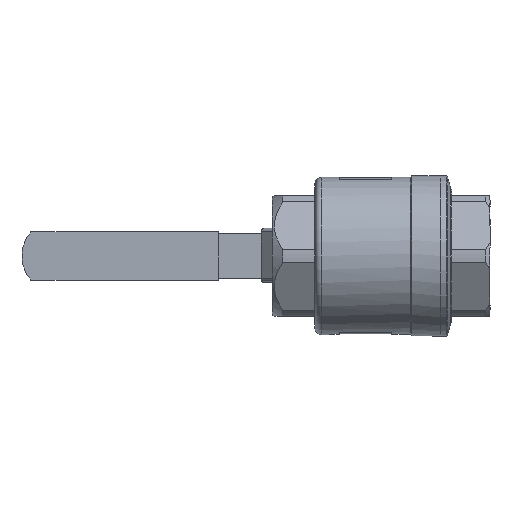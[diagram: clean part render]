
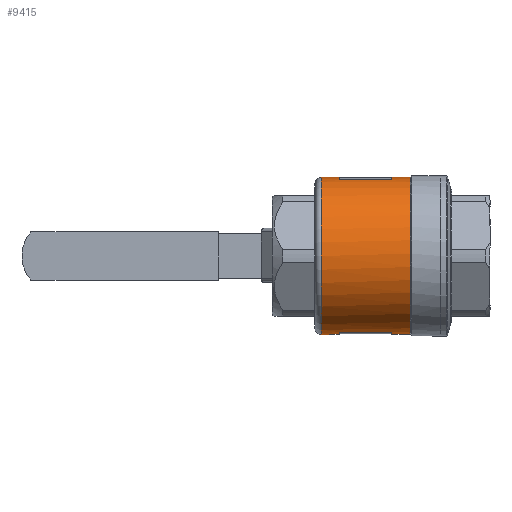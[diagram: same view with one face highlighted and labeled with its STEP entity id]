
A CAD part, front view. The second image highlights one B-rep face of the part: STEP entity #9415.
In plain terms, the highlighted cylindrical face has radius 55.25 mm (diameter 110.5 mm), a full revolution.
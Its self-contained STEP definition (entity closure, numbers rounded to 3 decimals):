
#173=CIRCLE('',#10078,55.25);
#174=CIRCLE('',#10081,55.25);
#175=CIRCLE('',#10084,55.25);
#177=CIRCLE('',#10088,55.25);
#244=CIRCLE('',#10216,55.25);
#245=CIRCLE('',#10218,55.25);
#476=CYLINDRICAL_SURFACE('',#10217,55.25);
#678=LINE('',#15120,#1565);
#683=LINE('',#15132,#1570);
#684=LINE('',#15136,#1571);
#690=LINE('',#15154,#1577);
#1565=VECTOR('',#11052,1000.);
#1570=VECTOR('',#11063,1000.);
#1571=VECTOR('',#11070,1000.);
#1577=VECTOR('',#11084,1000.);
#3029=ORIENTED_EDGE('',*,*,#5216,.T.);
#3030=ORIENTED_EDGE('',*,*,#5220,.F.);
#3031=ORIENTED_EDGE('',*,*,#5222,.T.);
#3032=ORIENTED_EDGE('',*,*,#5223,.T.);
#3033=ORIENTED_EDGE('',*,*,#5400,.F.);
#3034=ORIENTED_EDGE('',*,*,#5399,.T.);
#3035=ORIENTED_EDGE('',*,*,#5401,.F.);
#3036=ORIENTED_EDGE('',*,*,#5232,.F.);
#3037=ORIENTED_EDGE('',*,*,#5234,.T.);
#3038=ORIENTED_EDGE('',*,*,#5224,.F.);
#3039=ORIENTED_EDGE('',*,*,#5229,.F.);
#5216=EDGE_CURVE('',#6495,#6496,#678,.T.);
#5220=EDGE_CURVE('',#6497,#6496,#173,.T.);
#5222=EDGE_CURVE('',#6497,#6498,#683,.T.);
#5223=EDGE_CURVE('',#6498,#6495,#174,.T.);
#5224=EDGE_CURVE('',#6499,#6500,#684,.T.);
#5229=EDGE_CURVE('',#6503,#6499,#175,.T.);
#5232=EDGE_CURVE('',#6505,#6503,#690,.T.);
#5234=EDGE_CURVE('',#6505,#6500,#177,.T.);
#5399=EDGE_CURVE('',#6626,#6625,#244,.T.);
#5400=EDGE_CURVE('',#6627,#6627,#245,.T.);
#5401=EDGE_CURVE('',#6626,#6625,#7355,.T.);
#6495=VERTEX_POINT('',#15121);
#6496=VERTEX_POINT('',#15122);
#6497=VERTEX_POINT('',#15127);
#6498=VERTEX_POINT('',#15131);
#6499=VERTEX_POINT('',#15137);
#6500=VERTEX_POINT('',#15138);
#6503=VERTEX_POINT('',#15146);
#6505=VERTEX_POINT('',#15152);
#6625=VERTEX_POINT('',#15586);
#6626=VERTEX_POINT('',#15587);
#6627=VERTEX_POINT('',#15591);
#7355=B_SPLINE_CURVE_WITH_KNOTS('',3,(#15592,#15593,#15594,#15595,#15596,
#15597,#15598,#15599,#15600,#15601,#15602,#15603,#15604,#15605,#15606,#15607,
#15608,#15609,#15610,#15611,#15612,#15613,#15614,#15615,#15616,#15617,#15618,
#15619,#15620,#15621,#15622,#15623,#15624,#15625,#15626),.UNSPECIFIED.,
 .F.,.F.,(4,1,1,1,1,1,1,1,1,1,1,1,1,1,1,1,1,1,1,1,1,1,1,1,1,1,1,1,1,1,1,
1,4),(-0.094,-0.091,-0.087,-0.083,
-0.079,-0.075,-0.071,-0.068,
-0.064,-0.06,-0.056,-0.052,
-0.048,-0.045,-0.041,-0.037,
-0.033,-0.029,-0.025,-0.022,
-0.018,-0.014,-0.01,-0.006,
-0.003,0.001,0.005,0.009,
0.013,0.017,0.02,0.024,
0.028),.UNSPECIFIED.);
#7627=EDGE_LOOP('',(#3029,#3030,#3031,#3032));
#7628=EDGE_LOOP('',(#3033));
#7629=EDGE_LOOP('',(#3034,#3035));
#7630=EDGE_LOOP('',(#3036,#3037,#3038,#3039));
#8358=FACE_BOUND('',#7627,.T.);
#8359=FACE_BOUND('',#7628,.T.);
#8360=FACE_BOUND('',#7629,.T.);
#8361=FACE_BOUND('',#7630,.T.);
#9415=ADVANCED_FACE('',(#8358,#8359,#8360,#8361),#476,.T.);
#10078=AXIS2_PLACEMENT_3D('',#15128,#11058,#11059);
#10081=AXIS2_PLACEMENT_3D('',#15134,#11066,#11067);
#10084=AXIS2_PLACEMENT_3D('',#15148,#11077,#11078);
#10088=AXIS2_PLACEMENT_3D('',#15157,#11088,#11089);
#10216=AXIS2_PLACEMENT_3D('',#15588,#11434,#11435);
#10217=AXIS2_PLACEMENT_3D('',#15589,#11436,#11437);
#10218=AXIS2_PLACEMENT_3D('',#15590,#11438,#11439);
#11052=DIRECTION('',(1.,0.,0.));
#11058=DIRECTION('',(-1.,0.,0.));
#11059=DIRECTION('',(0.,-0.259,-0.966));
#11063=DIRECTION('',(-1.,0.,0.));
#11066=DIRECTION('',(-1.,0.,0.));
#11067=DIRECTION('',(0.,-0.259,-0.966));
#11070=DIRECTION('',(-1.,0.,0.));
#11077=DIRECTION('',(-1.,0.,0.));
#11078=DIRECTION('',(0.,0.259,0.966));
#11084=DIRECTION('',(1.,0.,0.));
#11088=DIRECTION('',(-1.,0.,0.));
#11089=DIRECTION('',(0.,0.259,0.966));
#11434=DIRECTION('',(-1.,0.,0.));
#11435=DIRECTION('',(0.,0.,1.));
#11436=DIRECTION('',(-1.,0.,0.));
#11437=DIRECTION('',(0.,0.,1.));
#11438=DIRECTION('',(-1.,0.,0.));
#11439=DIRECTION('',(0.,0.,1.));
#15120=CARTESIAN_POINT('',(-71.,-14.334,-53.358));
#15121=CARTESIAN_POINT('',(-71.,-14.334,-53.358));
#15122=CARTESIAN_POINT('',(-34.,-14.334,-53.358));
#15127=CARTESIAN_POINT('',(-34.,14.334,-53.358));
#15128=CARTESIAN_POINT('',(-34.,0.,0.));
#15131=CARTESIAN_POINT('',(-71.,14.334,-53.358));
#15132=CARTESIAN_POINT('',(-34.,14.334,-53.358));
#15134=CARTESIAN_POINT('',(-71.,0.,0.));
#15136=CARTESIAN_POINT('',(-34.,14.334,53.358));
#15137=CARTESIAN_POINT('',(-34.,14.334,53.358));
#15138=CARTESIAN_POINT('',(-71.,14.334,53.358));
#15146=CARTESIAN_POINT('',(-34.,-14.334,53.358));
#15148=CARTESIAN_POINT('',(-34.,0.,0.));
#15152=CARTESIAN_POINT('',(-71.,-14.334,53.358));
#15154=CARTESIAN_POINT('',(-71.,-14.334,53.358));
#15157=CARTESIAN_POINT('',(-71.,0.,0.));
#15586=CARTESIAN_POINT('',(-21.,55.025,4.984));
#15587=CARTESIAN_POINT('',(-21.,55.025,-4.984));
#15588=CARTESIAN_POINT('',(-21.,0.,0.));
#15589=CARTESIAN_POINT('',(-138.145,0.,0.));
#15590=CARTESIAN_POINT('',(-83.5,0.,0.));
#15591=CARTESIAN_POINT('',(-83.5,0.,55.25));
#15592=CARTESIAN_POINT('',(-21.,55.025,-4.984));
#15593=CARTESIAN_POINT('',(-21.306,54.911,-6.237));
#15594=CARTESIAN_POINT('',(-22.131,54.609,-8.633));
#15595=CARTESIAN_POINT('',(-24.009,53.969,-11.973));
#15596=CARTESIAN_POINT('',(-26.415,53.235,-14.874));
#15597=CARTESIAN_POINT('',(-29.339,52.479,-17.329));
#15598=CARTESIAN_POINT('',(-32.609,51.816,-19.198));
#15599=CARTESIAN_POINT('',(-36.256,51.317,-20.481));
#15600=CARTESIAN_POINT('',(-40.035,51.073,-21.073));
#15601=CARTESIAN_POINT('',(-43.93,51.118,-20.966));
#15602=CARTESIAN_POINT('',(-47.674,51.445,-20.162));
#15603=CARTESIAN_POINT('',(-51.218,52.002,-18.695));
#15604=CARTESIAN_POINT('',(-54.415,52.709,-16.624));
#15605=CARTESIAN_POINT('',(-57.165,53.462,-14.046));
#15606=CARTESIAN_POINT('',(-59.439,54.183,-10.971));
#15607=CARTESIAN_POINT('',(-61.108,54.767,-7.581));
#15608=CARTESIAN_POINT('',(-62.164,55.16,-3.847));
#15609=CARTESIAN_POINT('',(-62.518,55.295,-0.041));
#15610=CARTESIAN_POINT('',(-62.166,55.16,3.842));
#15611=CARTESIAN_POINT('',(-61.13,54.775,7.522));
#15612=CARTESIAN_POINT('',(-59.444,54.185,10.968));
#15613=CARTESIAN_POINT('',(-57.182,53.467,14.024));
#15614=CARTESIAN_POINT('',(-54.433,52.713,16.612));
#15615=CARTESIAN_POINT('',(-51.226,52.005,18.688));
#15616=CARTESIAN_POINT('',(-47.724,51.451,20.146));
#15617=CARTESIAN_POINT('',(-43.946,51.118,20.967));
#15618=CARTESIAN_POINT('',(-40.038,51.073,21.074));
#15619=CARTESIAN_POINT('',(-36.262,51.316,20.482));
#15620=CARTESIAN_POINT('',(-32.614,51.815,19.201));
#15621=CARTESIAN_POINT('',(-29.329,52.481,17.322));
#15622=CARTESIAN_POINT('',(-26.414,53.235,14.873));
#15623=CARTESIAN_POINT('',(-23.999,53.972,11.959));
#15624=CARTESIAN_POINT('',(-22.131,54.609,8.632));
#15625=CARTESIAN_POINT('',(-21.306,54.911,6.238));
#15626=CARTESIAN_POINT('',(-21.,55.025,4.984));
